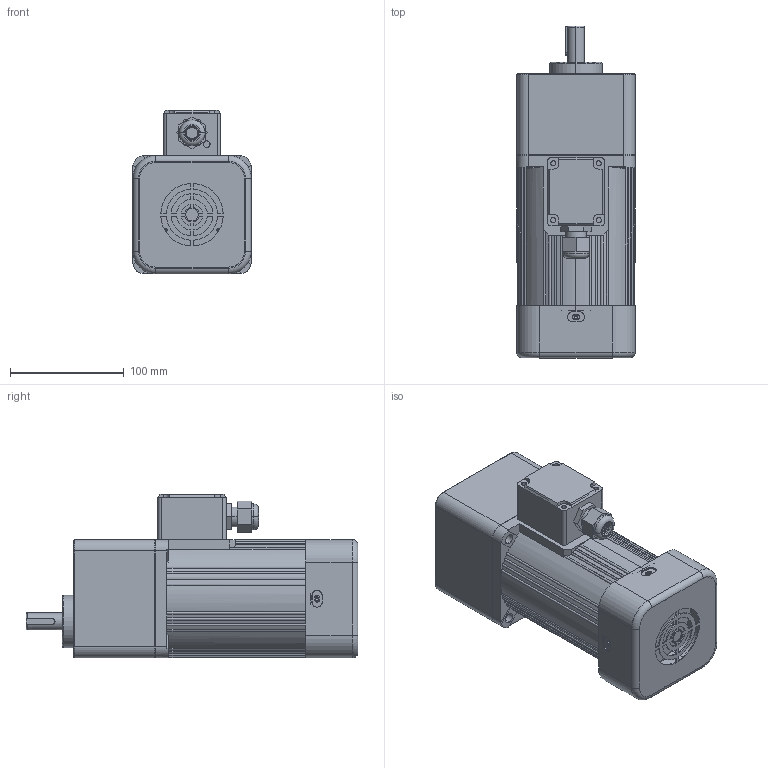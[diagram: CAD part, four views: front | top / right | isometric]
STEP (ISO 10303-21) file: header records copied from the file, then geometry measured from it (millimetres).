
FILE_DESCRIPTION (( 'STEP AP203' ), '1' );
FILE_NAME ('6IK120-250(R)-T+6GU3-180K.STEP', '2020-01-10T07:16:36', ( 'Sky123.Org' ), ( 'Sky123.Org' ), 'SwSTEP 2.0', 'SolidWorks 2014', '' );
FILE_SCHEMA (( 'CONFIG_CONTROL_DESIGN' ));
Length unit declared in the file: millimetre
Products named in the file (9): NPT1-2萇擢芛; NPT1-2つ踡芛; NPT1-2萇擢芛蚾饜极; 微型减速机接线盒装配体; 6GU3-180K; 6IK120-250(R)-T+6GU3-180K; 6IK120-250A; 100瑞欶; 峚倰萇儂諉盄碟02
Assembly tree (8 placements, depth 4):
  6IK120-250(R)-T+6GU3-180K
    6IK120-250A
    100瑞欶
    微型减速机接线盒装配体
      峚倰萇儂諉盄碟02
      NPT1-2萇擢芛蚾饜极
        NPT1-2萇擢芛
        NPT1-2つ踡芛
    6GU3-180K
Bounding box: 104 x 292 x 144 mm (x, y, z)
Volume: 2114167 mm3; surface area: 220699.5 mm2
Topology: 6 solids, 6 shells, 785 faces, 2045 edges, 1287 vertices
Faces by surface type: plane 304, cylinder 259, torus 137, cone 85
Entity records: 26073 total; most frequent: CARTESIAN_POINT 5433, DIRECTION 4352, ORIENTED_EDGE 4038, EDGE_CURVE 2019, AXIS2_PLACEMENT_3D 1700, VERTEX_POINT 1287, LINE 952, VECTOR 952
